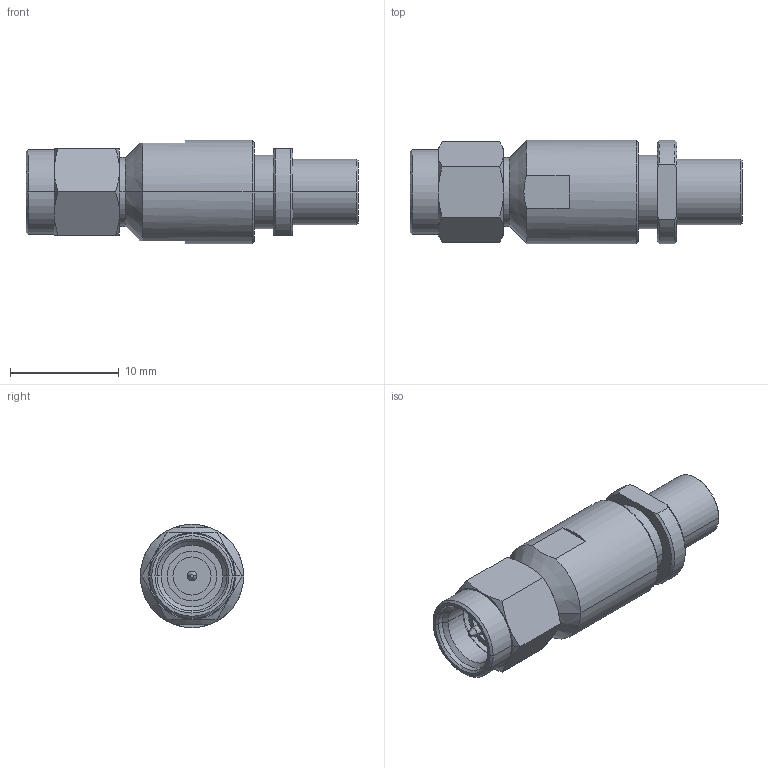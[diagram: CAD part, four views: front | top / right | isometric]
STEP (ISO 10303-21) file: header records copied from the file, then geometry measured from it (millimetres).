
FILE_DESCRIPTION (( 'STEP AP214' ), '1' );
FILE_NAME ('FMCN5331_3D.step', '2025-02-17T17:23:24', ( '' ), ( '' ), 'SwSTEP 2.0', 'SolidWorks 2022', '' );
FILE_SCHEMA (( 'AUTOMOTIVE_DESIGN' ));
Length unit declared in the file: millimetre
Products named in the file (1): FMCN5331_3D
Bounding box: 30.55 x 9.5 x 9.5 mm (x, y, z)
Volume: 1467.8 mm3; surface area: 1198.2 mm2
Topology: 1 solids, 1 shells, 86 faces, 189 edges, 114 vertices
Faces by surface type: cone 38, cylinder 25, plane 23
Entity records: 2555 total; most frequent: CARTESIAN_POINT 624, DIRECTION 419, ORIENTED_EDGE 378, EDGE_CURVE 189, AXIS2_PLACEMENT_3D 177, VERTEX_POINT 114, EDGE_LOOP 95, CIRCLE 90
